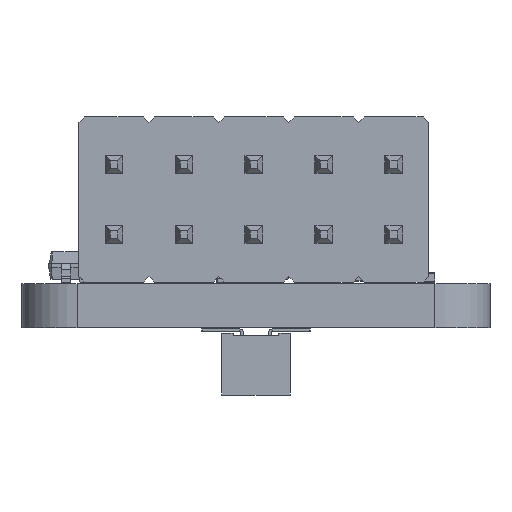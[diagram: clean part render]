
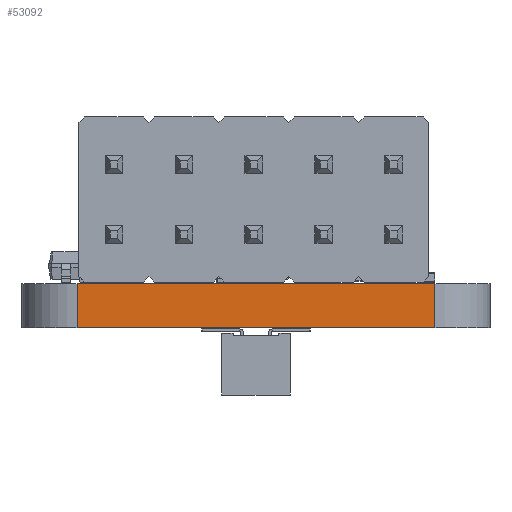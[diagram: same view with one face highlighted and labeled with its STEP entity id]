
A CAD part, left-side view. The second image highlights one B-rep face of the part: STEP entity #53092.
In plain terms, the highlighted planar face has unit normal (-1, 0, 0).
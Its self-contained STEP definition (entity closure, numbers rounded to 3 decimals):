
#52359 = PLANE('',#52360);
#52360 = AXIS2_PLACEMENT_3D('',#52361,#52362,#52363);
#52361 = CARTESIAN_POINT('',(127.5,-108.5,1.6));
#52362 = DIRECTION('',(0.,0.,1.));
#52363 = DIRECTION('',(1.,0.,-0.));
#52387 = CYLINDRICAL_SURFACE('',#52388,2.);
#52388 = AXIS2_PLACEMENT_3D('',#52389,#52390,#52391);
#52389 = CARTESIAN_POINT('',(107.,-102.,0.));
#52390 = DIRECTION('',(-0.,-0.,-1.));
#52391 = DIRECTION('',(1.,0.,-0.));
#52413 = PLANE('',#52414);
#52414 = AXIS2_PLACEMENT_3D('',#52415,#52416,#52417);
#52415 = CARTESIAN_POINT('',(127.5,-108.5,0.));
#52416 = DIRECTION('',(0.,0.,1.));
#52417 = DIRECTION('',(1.,0.,-0.));
#52508 = VERTEX_POINT('',#52509);
#52509 = CARTESIAN_POINT('',(105.,-102.,1.6));
#52531 = EDGE_CURVE('',#52532,#52508,#52534,.T.);
#52532 = VERTEX_POINT('',#52533);
#52533 = CARTESIAN_POINT('',(105.,-102.,0.));
#52534 = SURFACE_CURVE('',#52535,(#52539,#52546),.PCURVE_S1.);
#52535 = LINE('',#52536,#52537);
#52536 = CARTESIAN_POINT('',(105.,-102.,0.));
#52537 = VECTOR('',#52538,1.);
#52538 = DIRECTION('',(0.,0.,1.));
#52539 = PCURVE('',#52387,#52540);
#52540 = DEFINITIONAL_REPRESENTATION('',(#52541),#52545);
#52541 = LINE('',#52542,#52543);
#52542 = CARTESIAN_POINT('',(-3.142,0.));
#52543 = VECTOR('',#52544,1.);
#52544 = DIRECTION('',(-0.,-1.));
#52545 = ( GEOMETRIC_REPRESENTATION_CONTEXT(2) 
PARAMETRIC_REPRESENTATION_CONTEXT() REPRESENTATION_CONTEXT('2D SPACE',''
  ) );
#52546 = PCURVE('',#52547,#52552);
#52547 = PLANE('',#52548);
#52548 = AXIS2_PLACEMENT_3D('',#52549,#52550,#52551);
#52549 = CARTESIAN_POINT('',(105.,-102.,0.));
#52550 = DIRECTION('',(1.,0.,-0.));
#52551 = DIRECTION('',(0.,-1.,0.));
#52552 = DEFINITIONAL_REPRESENTATION('',(#52553),#52557);
#52553 = LINE('',#52554,#52555);
#52554 = CARTESIAN_POINT('',(0.,0.));
#52555 = VECTOR('',#52556,1.);
#52556 = DIRECTION('',(0.,-1.));
#52557 = ( GEOMETRIC_REPRESENTATION_CONTEXT(2) 
PARAMETRIC_REPRESENTATION_CONTEXT() REPRESENTATION_CONTEXT('2D SPACE',''
  ) );
#52586 = EDGE_CURVE('',#52532,#52587,#52589,.T.);
#52587 = VERTEX_POINT('',#52588);
#52588 = CARTESIAN_POINT('',(105.,-115.,0.));
#52589 = SURFACE_CURVE('',#52590,(#52594,#52601),.PCURVE_S1.);
#52590 = LINE('',#52591,#52592);
#52591 = CARTESIAN_POINT('',(105.,-102.,0.));
#52592 = VECTOR('',#52593,1.);
#52593 = DIRECTION('',(0.,-1.,0.));
#52594 = PCURVE('',#52413,#52595);
#52595 = DEFINITIONAL_REPRESENTATION('',(#52596),#52600);
#52596 = LINE('',#52597,#52598);
#52597 = CARTESIAN_POINT('',(-22.5,6.5));
#52598 = VECTOR('',#52599,1.);
#52599 = DIRECTION('',(0.,-1.));
#52600 = ( GEOMETRIC_REPRESENTATION_CONTEXT(2) 
PARAMETRIC_REPRESENTATION_CONTEXT() REPRESENTATION_CONTEXT('2D SPACE',''
  ) );
#52601 = PCURVE('',#52547,#52602);
#52602 = DEFINITIONAL_REPRESENTATION('',(#52603),#52607);
#52603 = LINE('',#52604,#52605);
#52604 = CARTESIAN_POINT('',(0.,0.));
#52605 = VECTOR('',#52606,1.);
#52606 = DIRECTION('',(1.,0.));
#52607 = ( GEOMETRIC_REPRESENTATION_CONTEXT(2) 
PARAMETRIC_REPRESENTATION_CONTEXT() REPRESENTATION_CONTEXT('2D SPACE',''
  ) );
#52626 = CYLINDRICAL_SURFACE('',#52627,2.);
#52627 = AXIS2_PLACEMENT_3D('',#52628,#52629,#52630);
#52628 = CARTESIAN_POINT('',(107.,-115.,0.));
#52629 = DIRECTION('',(-0.,-0.,-1.));
#52630 = DIRECTION('',(1.,0.,-0.));
#52846 = EDGE_CURVE('',#52508,#52847,#52849,.T.);
#52847 = VERTEX_POINT('',#52848);
#52848 = CARTESIAN_POINT('',(105.,-115.,1.6));
#52849 = SURFACE_CURVE('',#52850,(#52854,#52861),.PCURVE_S1.);
#52850 = LINE('',#52851,#52852);
#52851 = CARTESIAN_POINT('',(105.,-102.,1.6));
#52852 = VECTOR('',#52853,1.);
#52853 = DIRECTION('',(0.,-1.,0.));
#52854 = PCURVE('',#52359,#52855);
#52855 = DEFINITIONAL_REPRESENTATION('',(#52856),#52860);
#52856 = LINE('',#52857,#52858);
#52857 = CARTESIAN_POINT('',(-22.5,6.5));
#52858 = VECTOR('',#52859,1.);
#52859 = DIRECTION('',(0.,-1.));
#52860 = ( GEOMETRIC_REPRESENTATION_CONTEXT(2) 
PARAMETRIC_REPRESENTATION_CONTEXT() REPRESENTATION_CONTEXT('2D SPACE',''
  ) );
#52861 = PCURVE('',#52547,#52862);
#52862 = DEFINITIONAL_REPRESENTATION('',(#52863),#52867);
#52863 = LINE('',#52864,#52865);
#52864 = CARTESIAN_POINT('',(0.,-1.6));
#52865 = VECTOR('',#52866,1.);
#52866 = DIRECTION('',(1.,0.));
#52867 = ( GEOMETRIC_REPRESENTATION_CONTEXT(2) 
PARAMETRIC_REPRESENTATION_CONTEXT() REPRESENTATION_CONTEXT('2D SPACE',''
  ) );
#53092 = ADVANCED_FACE('',(#53093),#52547,.F.);
#53093 = FACE_BOUND('',#53094,.F.);
#53094 = EDGE_LOOP('',(#53095,#53096,#53097,#53118));
#53095 = ORIENTED_EDGE('',*,*,#52531,.T.);
#53096 = ORIENTED_EDGE('',*,*,#52846,.T.);
#53097 = ORIENTED_EDGE('',*,*,#53098,.F.);
#53098 = EDGE_CURVE('',#52587,#52847,#53099,.T.);
#53099 = SURFACE_CURVE('',#53100,(#53104,#53111),.PCURVE_S1.);
#53100 = LINE('',#53101,#53102);
#53101 = CARTESIAN_POINT('',(105.,-115.,0.));
#53102 = VECTOR('',#53103,1.);
#53103 = DIRECTION('',(0.,0.,1.));
#53104 = PCURVE('',#52547,#53105);
#53105 = DEFINITIONAL_REPRESENTATION('',(#53106),#53110);
#53106 = LINE('',#53107,#53108);
#53107 = CARTESIAN_POINT('',(13.,0.));
#53108 = VECTOR('',#53109,1.);
#53109 = DIRECTION('',(0.,-1.));
#53110 = ( GEOMETRIC_REPRESENTATION_CONTEXT(2) 
PARAMETRIC_REPRESENTATION_CONTEXT() REPRESENTATION_CONTEXT('2D SPACE',''
  ) );
#53111 = PCURVE('',#52626,#53112);
#53112 = DEFINITIONAL_REPRESENTATION('',(#53113),#53117);
#53113 = LINE('',#53114,#53115);
#53114 = CARTESIAN_POINT('',(-3.142,0.));
#53115 = VECTOR('',#53116,1.);
#53116 = DIRECTION('',(-0.,-1.));
#53117 = ( GEOMETRIC_REPRESENTATION_CONTEXT(2) 
PARAMETRIC_REPRESENTATION_CONTEXT() REPRESENTATION_CONTEXT('2D SPACE',''
  ) );
#53118 = ORIENTED_EDGE('',*,*,#52586,.F.);
